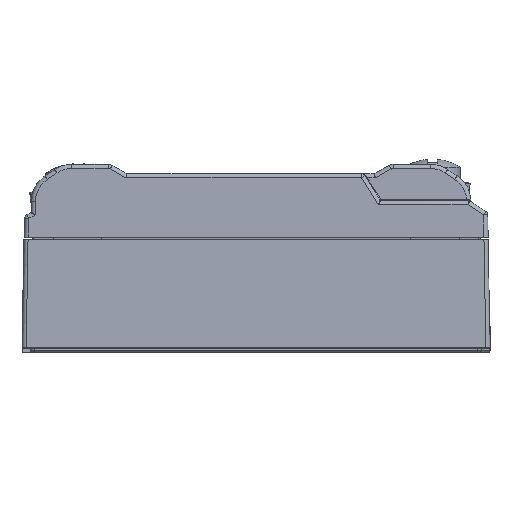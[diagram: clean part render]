
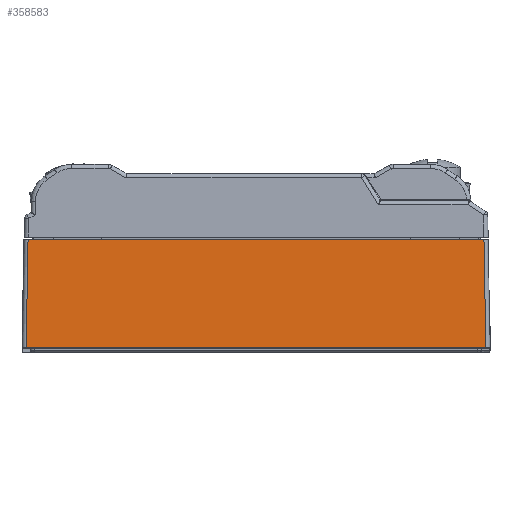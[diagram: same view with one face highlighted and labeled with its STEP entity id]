
A CAD part, top view. The second image highlights one B-rep face of the part: STEP entity #358583.
In plain terms, the highlighted planar face has unit normal (0, 0.018, 1).
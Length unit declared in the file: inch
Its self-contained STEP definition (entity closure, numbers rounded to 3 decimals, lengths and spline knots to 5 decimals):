
#30147 = DIRECTION ( 'NONE',  ( 0., -1., 0.017 ) ) ;
#35485 = VERTEX_POINT ( 'NONE', #63232 ) ;
#39523 = LINE ( 'NONE', #257778, #357456 ) ;
#43746 = DIRECTION ( 'NONE',  ( 1., 0., 0. ) ) ;
#57194 = DIRECTION ( 'NONE',  ( 1., 0., 0. ) ) ;
#63232 = CARTESIAN_POINT ( 'NONE',  ( 1.39974, -0.49955, 0.76913 ) ) ;
#75105 = EDGE_CURVE ( 'NONE', #348453, #367092, #395080, .T. ) ;
#101626 = CARTESIAN_POINT ( 'NONE',  ( 1.39974, -0.49955, 0.76913 ) ) ;
#132562 = DIRECTION ( 'NONE',  ( -0.017, 1., -0.017 ) ) ;
#143372 = LINE ( 'NONE', #340370, #297426 ) ;
#148765 = CARTESIAN_POINT ( 'NONE',  ( -0.64527, 0.02045, 0.76006 ) ) ;
#168342 = FACE_OUTER_BOUND ( 'NONE', #248039, .T. ) ;
#177288 = EDGE_CURVE ( 'NONE', #35485, #367092, #232020, .T. ) ;
#187008 = DIRECTION ( 'NONE',  ( -0.017, -1., 0.017 ) ) ;
#188784 = VECTOR ( 'NONE', #132562, 39.37008 ) ;
#192300 = AXIS2_PLACEMENT_3D ( 'NONE', #398867, #214606, #30147 ) ;
#211853 = CARTESIAN_POINT ( 'NONE',  ( 1.39066, 0.02045, 0.76006 ) ) ;
#214606 = DIRECTION ( 'NONE',  ( 0., 0.017, 1. ) ) ;
#227291 = ORIENTED_EDGE ( 'NONE', *, *, #238394, .T. ) ;
#231466 = VECTOR ( 'NONE', #57194, 39.37008 ) ;
#232020 = LINE ( 'NONE', #101626, #188784 ) ;
#238394 = EDGE_CURVE ( 'NONE', #348453, #338212, #143372, .T. ) ;
#239542 = EDGE_CURVE ( 'NONE', #338212, #35485, #39523, .T. ) ;
#248039 = EDGE_LOOP ( 'NONE', ( #386337, #372080, #343826, #227291 ) ) ;
#249703 = CARTESIAN_POINT ( 'NONE',  ( -0.80119, 0.02045, 0.76006 ) ) ;
#257778 = CARTESIAN_POINT ( 'NONE',  ( -0.83027, -0.49955, 0.76913 ) ) ;
#260109 = CARTESIAN_POINT ( 'NONE',  ( -0.81027, -0.49955, 0.76913 ) ) ;
#297426 = VECTOR ( 'NONE', #187008, 39.37008 ) ;
#338212 = VERTEX_POINT ( 'NONE', #260109 ) ;
#340370 = CARTESIAN_POINT ( 'NONE',  ( -0.80119, 0.02045, 0.76006 ) ) ;
#343826 = ORIENTED_EDGE ( 'NONE', *, *, #75105, .F. ) ;
#348453 = VERTEX_POINT ( 'NONE', #249703 ) ;
#357456 = VECTOR ( 'NONE', #43746, 39.37008 ) ;
#358583 = ADVANCED_FACE ( 'NONE', ( #168342 ), #366732, .T. ) ;
#366732 = PLANE ( 'NONE',  #192300 ) ;
#367092 = VERTEX_POINT ( 'NONE', #211853 ) ;
#372080 = ORIENTED_EDGE ( 'NONE', *, *, #177288, .T. ) ;
#386337 = ORIENTED_EDGE ( 'NONE', *, *, #239542, .T. ) ;
#395080 = LINE ( 'NONE', #148765, #231466 ) ;
#398867 = CARTESIAN_POINT ( 'NONE',  ( -0.83027, -0.49955, 0.76913 ) ) ;
